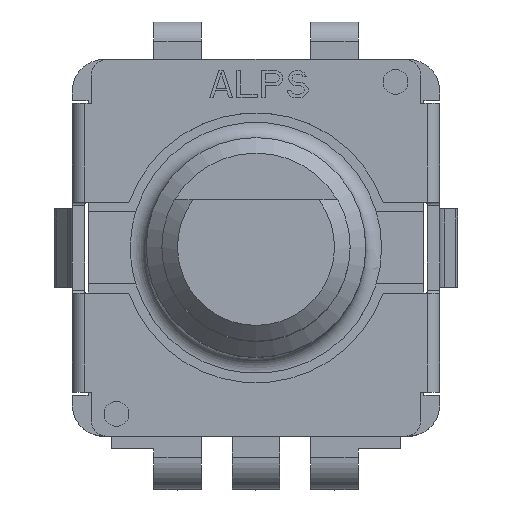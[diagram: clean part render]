
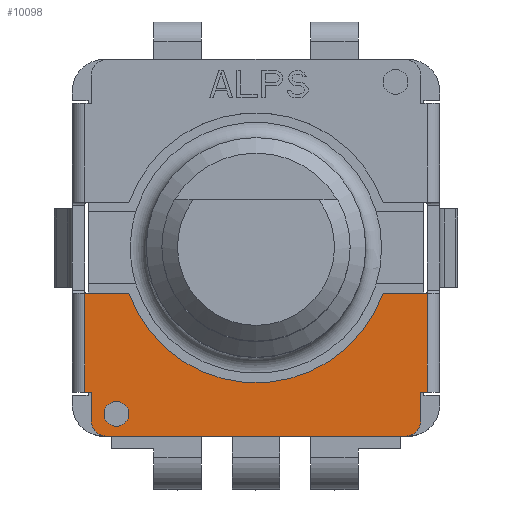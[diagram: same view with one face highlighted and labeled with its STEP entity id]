
A CAD part, top view. The second image highlights one B-rep face of the part: STEP entity #10098.
In plain terms, the highlighted planar face has unit normal (0, 0, 1).
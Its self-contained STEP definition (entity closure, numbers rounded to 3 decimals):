
#187=FACE_BOUND('',#1127,.T.);
#270=CIRCLE('',#10731,0.5);
#271=CIRCLE('',#10732,0.5);
#272=CIRCLE('',#10733,4.3);
#273=CIRCLE('',#10734,0.395);
#601=FACE_OUTER_BOUND('',#1126,.T.);
#1126=EDGE_LOOP('',(#7330,#7331,#7332,#7333,#7334,#7335,#7336,#7337,#7338,
#7339,#7340,#7341));
#1127=EDGE_LOOP('',(#7342));
#1933=LINE('',#15023,#3133);
#1934=LINE('',#15025,#3134);
#1935=LINE('',#15027,#3135);
#1936=LINE('',#15031,#3136);
#1937=LINE('',#15035,#3137);
#1938=LINE('',#15037,#3138);
#1939=LINE('',#15039,#3139);
#1940=LINE('',#15041,#3140);
#1941=LINE('',#15044,#3141);
#3133=VECTOR('',#12224,1.);
#3134=VECTOR('',#12225,1.);
#3135=VECTOR('',#12226,1.);
#3136=VECTOR('',#12229,1.);
#3137=VECTOR('',#12232,1.);
#3138=VECTOR('',#12233,1.);
#3139=VECTOR('',#12234,1.);
#3140=VECTOR('',#12235,1.);
#3141=VECTOR('',#12238,1.);
#4220=VERTEX_POINT('',#15021);
#4221=VERTEX_POINT('',#15022);
#4222=VERTEX_POINT('',#15024);
#4223=VERTEX_POINT('',#15026);
#4224=VERTEX_POINT('',#15028);
#4225=VERTEX_POINT('',#15030);
#4226=VERTEX_POINT('',#15032);
#4227=VERTEX_POINT('',#15034);
#4228=VERTEX_POINT('',#15036);
#4229=VERTEX_POINT('',#15038);
#4230=VERTEX_POINT('',#15040);
#4231=VERTEX_POINT('',#15042);
#4232=VERTEX_POINT('',#15045);
#5349=EDGE_CURVE('',#4220,#4221,#1933,.T.);
#5350=EDGE_CURVE('',#4221,#4222,#1934,.T.);
#5351=EDGE_CURVE('',#4223,#4222,#1935,.T.);
#5352=EDGE_CURVE('',#4223,#4224,#270,.T.);
#5353=EDGE_CURVE('',#4224,#4225,#1936,.T.);
#5354=EDGE_CURVE('',#4225,#4226,#271,.T.);
#5355=EDGE_CURVE('',#4226,#4227,#1937,.T.);
#5356=EDGE_CURVE('',#4228,#4227,#1938,.T.);
#5357=EDGE_CURVE('',#4228,#4229,#1939,.T.);
#5358=EDGE_CURVE('',#4229,#4230,#1940,.T.);
#5359=EDGE_CURVE('',#4230,#4231,#272,.T.);
#5360=EDGE_CURVE('',#4231,#4220,#1941,.T.);
#5361=EDGE_CURVE('',#4232,#4232,#273,.T.);
#7330=ORIENTED_EDGE('',*,*,#5349,.T.);
#7331=ORIENTED_EDGE('',*,*,#5350,.T.);
#7332=ORIENTED_EDGE('',*,*,#5351,.F.);
#7333=ORIENTED_EDGE('',*,*,#5352,.T.);
#7334=ORIENTED_EDGE('',*,*,#5353,.T.);
#7335=ORIENTED_EDGE('',*,*,#5354,.T.);
#7336=ORIENTED_EDGE('',*,*,#5355,.T.);
#7337=ORIENTED_EDGE('',*,*,#5356,.F.);
#7338=ORIENTED_EDGE('',*,*,#5357,.T.);
#7339=ORIENTED_EDGE('',*,*,#5358,.T.);
#7340=ORIENTED_EDGE('',*,*,#5359,.T.);
#7341=ORIENTED_EDGE('',*,*,#5360,.T.);
#7342=ORIENTED_EDGE('',*,*,#5361,.T.);
#9213=PLANE('',#10730);
#10098=ADVANCED_FACE('',(#601,#187),#9213,.T.);
#10730=AXIS2_PLACEMENT_3D('',#15020,#12222,#12223);
#10731=AXIS2_PLACEMENT_3D('',#15029,#12227,#12228);
#10732=AXIS2_PLACEMENT_3D('',#15033,#12230,#12231);
#10733=AXIS2_PLACEMENT_3D('',#15043,#12236,#12237);
#10734=AXIS2_PLACEMENT_3D('',#15046,#12239,#12240);
#12222=DIRECTION('center_axis',(0.,0.,1.));
#12223=DIRECTION('ref_axis',(1.,0.,0.));
#12224=DIRECTION('',(0.,-1.,0.));
#12225=DIRECTION('',(1.,0.,0.));
#12226=DIRECTION('',(0.,1.,0.));
#12227=DIRECTION('center_axis',(0.,0.,1.));
#12228=DIRECTION('ref_axis',(-1.,0.,0.));
#12229=DIRECTION('',(1.,0.,0.));
#12230=DIRECTION('center_axis',(0.,0.,1.));
#12231=DIRECTION('ref_axis',(0.,-1.,0.));
#12232=DIRECTION('',(0.,1.,0.));
#12233=DIRECTION('',(-1.,0.,0.));
#12234=DIRECTION('',(0.,1.,0.));
#12235=DIRECTION('',(-1.,0.,0.));
#12236=DIRECTION('center_axis',(0.,0.,-1.));
#12237=DIRECTION('ref_axis',(0.941,-0.337,0.));
#12238=DIRECTION('',(-1.,0.,0.));
#12239=DIRECTION('center_axis',(0.,0.,-1.));
#12240=DIRECTION('ref_axis',(1.,0.,0.));
#15020=CARTESIAN_POINT('Origin',(0.,0.249,4.493));
#15021=CARTESIAN_POINT('',(-5.45,-1.201,4.493));
#15022=CARTESIAN_POINT('',(-5.45,-4.351,4.493));
#15023=CARTESIAN_POINT('',(-5.45,-1.201,4.493));
#15024=CARTESIAN_POINT('',(-5.25,-4.351,4.493));
#15025=CARTESIAN_POINT('',(-5.45,-4.351,4.493));
#15026=CARTESIAN_POINT('',(-5.25,-5.251,4.493));
#15027=CARTESIAN_POINT('',(-5.25,-5.251,4.493));
#15028=CARTESIAN_POINT('',(-4.75,-5.751,4.493));
#15029=CARTESIAN_POINT('Origin',(-4.75,-5.251,4.493));
#15030=CARTESIAN_POINT('',(4.75,-5.751,4.493));
#15031=CARTESIAN_POINT('',(-4.75,-5.751,4.493));
#15032=CARTESIAN_POINT('',(5.25,-5.251,4.493));
#15033=CARTESIAN_POINT('Origin',(4.75,-5.251,4.493));
#15034=CARTESIAN_POINT('',(5.25,-4.351,4.493));
#15035=CARTESIAN_POINT('',(5.25,-5.251,4.493));
#15036=CARTESIAN_POINT('',(5.45,-4.351,4.493));
#15037=CARTESIAN_POINT('',(5.45,-4.351,4.493));
#15038=CARTESIAN_POINT('',(5.45,-1.201,4.493));
#15039=CARTESIAN_POINT('',(5.45,-4.351,4.493));
#15040=CARTESIAN_POINT('',(4.048,-1.201,4.493));
#15041=CARTESIAN_POINT('',(5.45,-1.201,4.493));
#15042=CARTESIAN_POINT('',(-4.048,-1.201,4.493));
#15043=CARTESIAN_POINT('Origin',(0.,0.249,4.493));
#15044=CARTESIAN_POINT('',(-4.048,-1.201,4.493));
#15045=CARTESIAN_POINT('',(-4.841,-5.038,4.493));
#15046=CARTESIAN_POINT('Origin',(-4.446,-5.038,4.493));
